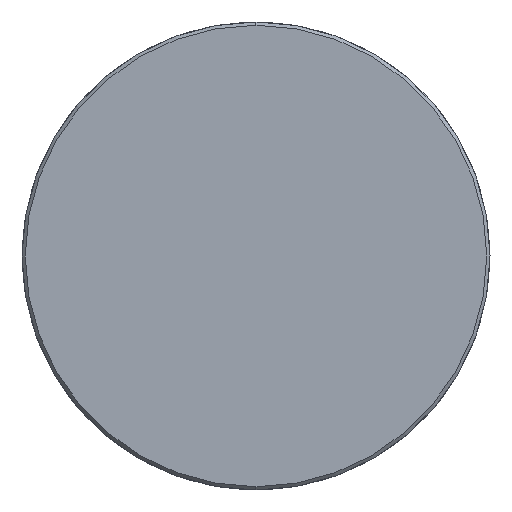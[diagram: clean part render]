
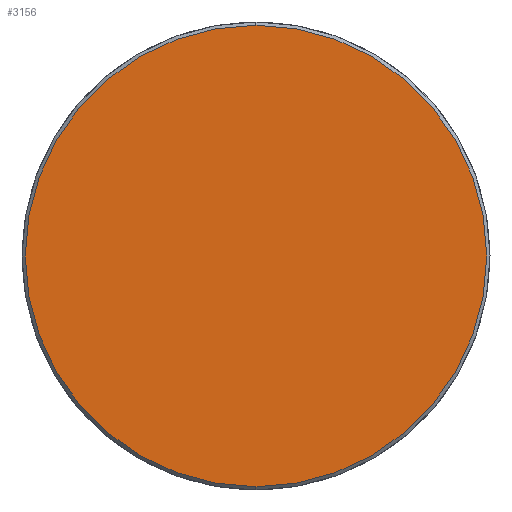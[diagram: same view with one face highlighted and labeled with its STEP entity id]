
A CAD part, left-side view. The second image highlights one B-rep face of the part: STEP entity #3156.
In plain terms, the highlighted planar face has unit normal (-1, 0, 0).
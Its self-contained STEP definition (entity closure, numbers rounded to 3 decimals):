
#8 = DIRECTION ( 'NONE',  ( 1., 0., 0. ) ) ;
#262 = AXIS2_PLACEMENT_3D ( 'NONE', #1081, #2683, #801 ) ;
#419 = EDGE_LOOP ( 'NONE', ( #520, #1393 ) ) ;
#440 = VERTEX_POINT ( 'NONE', #2124 ) ;
#520 = ORIENTED_EDGE ( 'NONE', *, *, #2130, .T. ) ;
#699 = FACE_OUTER_BOUND ( 'NONE', #419, .T. ) ;
#801 = DIRECTION ( 'NONE',  ( 0., 0., -1. ) ) ;
#1081 = CARTESIAN_POINT ( 'NONE',  ( -132.15, 0., 0. ) ) ;
#1098 = DIRECTION ( 'NONE',  ( 0., 0., -1. ) ) ;
#1138 = CARTESIAN_POINT ( 'NONE',  ( -132.15, 0., 0. ) ) ;
#1258 = CIRCLE ( 'NONE', #262, 70. ) ;
#1393 = ORIENTED_EDGE ( 'NONE', *, *, #2395, .T. ) ;
#1689 = DIRECTION ( 'NONE',  ( -1., 0., 0. ) ) ;
#1972 = DIRECTION ( 'NONE',  ( 0., 0., -1. ) ) ;
#2114 = CIRCLE ( 'NONE', #2478, 70. ) ;
#2124 = CARTESIAN_POINT ( 'NONE',  ( -132.15, 0., -70. ) ) ;
#2130 = EDGE_CURVE ( 'NONE', #440, #2541, #2114, .T. ) ;
#2216 = AXIS2_PLACEMENT_3D ( 'NONE', #2750, #8, #1098 ) ;
#2395 = EDGE_CURVE ( 'NONE', #2541, #440, #1258, .T. ) ;
#2438 = PLANE ( 'NONE',  #2216 ) ;
#2478 = AXIS2_PLACEMENT_3D ( 'NONE', #1138, #1689, #1972 ) ;
#2541 = VERTEX_POINT ( 'NONE', #2747 ) ;
#2683 = DIRECTION ( 'NONE',  ( -1., 0., 0. ) ) ;
#2747 = CARTESIAN_POINT ( 'NONE',  ( -132.15, 0., 70. ) ) ;
#2750 = CARTESIAN_POINT ( 'NONE',  ( -132.15, -70.84, 70.84 ) ) ;
#3156 = ADVANCED_FACE ( 'NONE', ( #699 ), #2438, .F. ) ;
